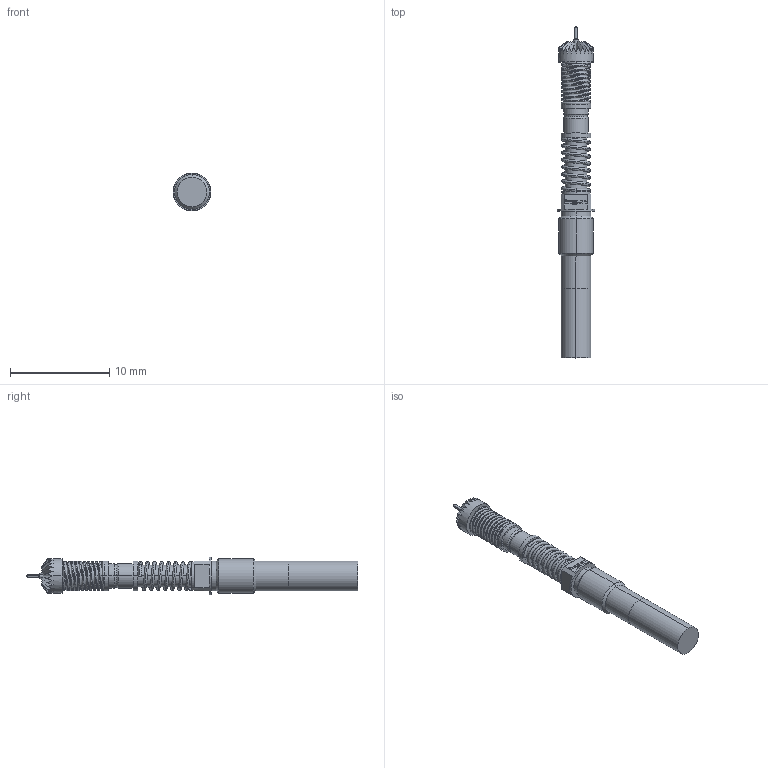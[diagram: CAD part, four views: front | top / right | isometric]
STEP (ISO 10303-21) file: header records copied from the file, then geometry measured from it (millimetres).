
FILE_DESCRIPTION (( 'STEP AP203' ), '1' );
FILE_NAME ('INGUN_HFS-807_308_030_A_xx42_HFM-F-M.STEP', '2023-01-26T13:30:20', ( '' ), ( '' ), 'SwSTEP 2.0', 'SolidWorks 2021', '' );
FILE_SCHEMA (( 'CONFIG_CONTROL_DESIGN' ));
Length unit declared in the file: millimetre
Products named in the file (1): INGUN_HFS-807_308_030_A_xx42_HFM-F-M
Bounding box: 3.8 x 33.5 x 3.8 mm (x, y, z)
Volume: 214.1 mm3; surface area: 476.3 mm2
Topology: 1 solids, 1 shells, 210 faces, 541 edges, 347 vertices
Faces by surface type: plane 118, cylinder 62, torus 16, cone 10, bspline 4
Entity records: 9952 total; most frequent: CARTESIAN_POINT 4890, ORIENTED_EDGE 1078, DIRECTION 1015, EDGE_CURVE 539, AXIS2_PLACEMENT_3D 378, VERTEX_POINT 347, LINE 259, VECTOR 259
